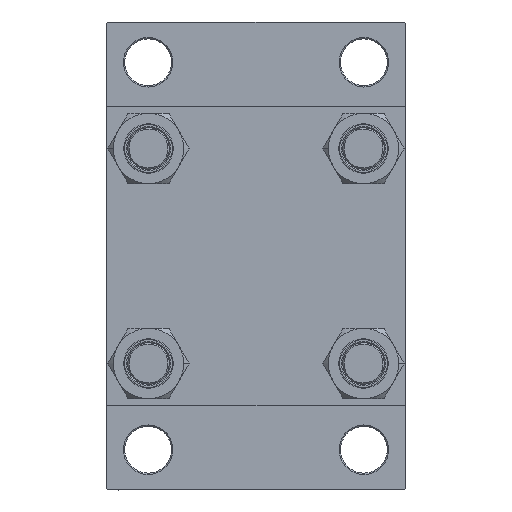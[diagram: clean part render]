
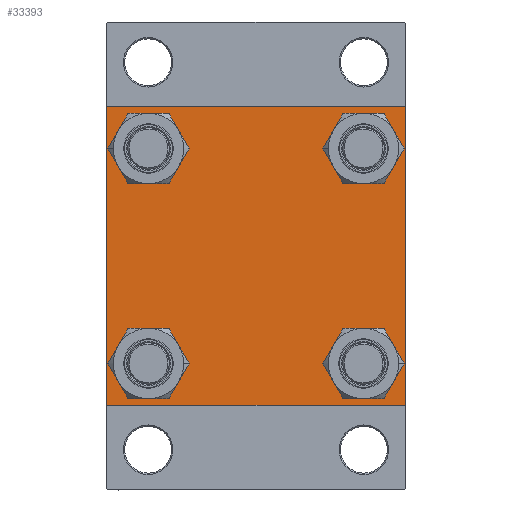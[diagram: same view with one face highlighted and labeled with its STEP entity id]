
A CAD part, left-side view. The second image highlights one B-rep face of the part: STEP entity #33393.
In plain terms, the highlighted planar face has unit normal (-1, 0, 0).
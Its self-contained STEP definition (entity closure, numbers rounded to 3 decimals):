
#161 = ORIENTED_EDGE ( 'NONE', *, *, #16724, .T. ) ;
#189 = EDGE_LOOP ( 'NONE', ( #45244, #11076 ) ) ;
#890 = CARTESIAN_POINT ( 'NONE',  ( 0., -41.35, 41.35 ) ) ;
#1105 = DIRECTION ( 'NONE',  ( 0., 0., 1. ) ) ;
#1274 = VERTEX_POINT ( 'NONE', #28933 ) ;
#2440 = VECTOR ( 'NONE', #36618, 1000. ) ;
#2929 = FACE_BOUND ( 'NONE', #44463, .T. ) ;
#3156 = DIRECTION ( 'NONE',  ( 0., 0., 1. ) ) ;
#3246 = CIRCLE ( 'NONE', #31344, 8.5 ) ;
#3431 = CARTESIAN_POINT ( 'NONE',  ( 0., 57.5, 57.5 ) ) ;
#3645 = VERTEX_POINT ( 'NONE', #4858 ) ;
#4806 = ORIENTED_EDGE ( 'NONE', *, *, #26759, .T. ) ;
#4858 = CARTESIAN_POINT ( 'NONE',  ( 0., -41.35, -49.85 ) ) ;
#5020 = CARTESIAN_POINT ( 'NONE',  ( 0., -41.35, 41.35 ) ) ;
#5359 = VECTOR ( 'NONE', #28192, 1000. ) ;
#5613 = EDGE_CURVE ( 'NONE', #25866, #31264, #48163, .T. ) ;
#6077 = CIRCLE ( 'NONE', #7632, 8.5 ) ;
#6099 = LINE ( 'NONE', #40317, #42741 ) ;
#6125 = AXIS2_PLACEMENT_3D ( 'NONE', #890, #27763, #38535 ) ;
#6325 = ORIENTED_EDGE ( 'NONE', *, *, #9694, .T. ) ;
#6358 = FACE_OUTER_BOUND ( 'NONE', #30889, .T. ) ;
#6387 = ORIENTED_EDGE ( 'NONE', *, *, #43698, .T. ) ;
#7027 = DIRECTION ( 'NONE',  ( 0., 0., -1. ) ) ;
#7044 = AXIS2_PLACEMENT_3D ( 'NONE', #34130, #26074, #15557 ) ;
#7385 = ORIENTED_EDGE ( 'NONE', *, *, #39355, .F. ) ;
#7632 = AXIS2_PLACEMENT_3D ( 'NONE', #26995, #33618, #22607 ) ;
#7637 = VERTEX_POINT ( 'NONE', #39927 ) ;
#8204 = DIRECTION ( 'NONE',  ( 0., 0.707, -0.707 ) ) ;
#8535 = ORIENTED_EDGE ( 'NONE', *, *, #18322, .T. ) ;
#8960 = AXIS2_PLACEMENT_3D ( 'NONE', #40424, #44333, #10831 ) ;
#9072 = CARTESIAN_POINT ( 'NONE',  ( 0., 41.35, -49.85 ) ) ;
#9079 = ORIENTED_EDGE ( 'NONE', *, *, #19585, .T. ) ;
#9244 = CARTESIAN_POINT ( 'NONE',  ( 0., -41.35, 32.85 ) ) ;
#9694 = EDGE_CURVE ( 'NONE', #12074, #25866, #22149, .T. ) ;
#10525 = DIRECTION ( 'NONE',  ( 0., 0., -1. ) ) ;
#10700 = VERTEX_POINT ( 'NONE', #38530 ) ;
#10829 = VERTEX_POINT ( 'NONE', #29447 ) ;
#10831 = DIRECTION ( 'NONE',  ( 0., 0., 1. ) ) ;
#11076 = ORIENTED_EDGE ( 'NONE', *, *, #48066, .T. ) ;
#11105 = VERTEX_POINT ( 'NONE', #9072 ) ;
#11496 = VERTEX_POINT ( 'NONE', #35649 ) ;
#11704 = ORIENTED_EDGE ( 'NONE', *, *, #19668, .T. ) ;
#12074 = VERTEX_POINT ( 'NONE', #23151 ) ;
#13029 = DIRECTION ( 'NONE',  ( 0., -1., 0. ) ) ;
#13157 = VECTOR ( 'NONE', #8204, 1000. ) ;
#14196 = EDGE_CURVE ( 'NONE', #28950, #11496, #28121, .T. ) ;
#14848 = CARTESIAN_POINT ( 'NONE',  ( 0., 57.5, 57. ) ) ;
#15557 = DIRECTION ( 'NONE',  ( 0., 0., 1. ) ) ;
#15760 = CIRCLE ( 'NONE', #43108, 8.5 ) ;
#15989 = CARTESIAN_POINT ( 'NONE',  ( 0., 57., -57.5 ) ) ;
#16302 = VECTOR ( 'NONE', #10525, 1000. ) ;
#16724 = EDGE_CURVE ( 'NONE', #1274, #11105, #3246, .T. ) ;
#17121 = ORIENTED_EDGE ( 'NONE', *, *, #46329, .F. ) ;
#17289 = EDGE_LOOP ( 'NONE', ( #4806, #33181 ) ) ;
#17338 = DIRECTION ( 'NONE',  ( 1., 0., 0. ) ) ;
#17414 = DIRECTION ( 'NONE',  ( 1., 0., 0. ) ) ;
#17820 = DIRECTION ( 'NONE',  ( 0., -0.707, -0.707 ) ) ;
#17847 = VECTOR ( 'NONE', #7027, 1000. ) ;
#18074 = DIRECTION ( 'NONE',  ( 0., 0., 1. ) ) ;
#18322 = EDGE_CURVE ( 'NONE', #20743, #25462, #15760, .T. ) ;
#18428 = AXIS2_PLACEMENT_3D ( 'NONE', #21001, #17338, #3156 ) ;
#18503 = CARTESIAN_POINT ( 'NONE',  ( 0., -57.25, 57.25 ) ) ;
#18551 = DIRECTION ( 'NONE',  ( -1., 0., 0. ) ) ;
#18981 = LINE ( 'NONE', #36858, #17847 ) ;
#19357 = CIRCLE ( 'NONE', #6125, 8.5 ) ;
#19585 = EDGE_CURVE ( 'NONE', #7637, #10700, #22404, .T. ) ;
#19668 = EDGE_CURVE ( 'NONE', #25424, #21952, #34138, .T. ) ;
#20158 = DIRECTION ( 'NONE',  ( 1., 0., 0. ) ) ;
#20610 = LINE ( 'NONE', #46792, #5359 ) ;
#20743 = VERTEX_POINT ( 'NONE', #9244 ) ;
#21001 = CARTESIAN_POINT ( 'NONE',  ( 0., -41.35, -41.35 ) ) ;
#21098 = CARTESIAN_POINT ( 'NONE',  ( 0., 57.5, 57.5 ) ) ;
#21493 = CARTESIAN_POINT ( 'NONE',  ( 0., 0., 0. ) ) ;
#21952 = VERTEX_POINT ( 'NONE', #40707 ) ;
#22149 = LINE ( 'NONE', #33645, #13157 ) ;
#22404 = LINE ( 'NONE', #18503, #2440 ) ;
#22607 = DIRECTION ( 'NONE',  ( 0., 0., 1. ) ) ;
#23151 = CARTESIAN_POINT ( 'NONE',  ( 0., 57., 57.5 ) ) ;
#24265 = DIRECTION ( 'NONE',  ( 0., -0.707, 0.707 ) ) ;
#24511 = CARTESIAN_POINT ( 'NONE',  ( 0., -57.25, -57.25 ) ) ;
#24538 = CIRCLE ( 'NONE', #8960, 8.5 ) ;
#24740 = CARTESIAN_POINT ( 'NONE',  ( 0., 41.35, -41.35 ) ) ;
#25403 = DIRECTION ( 'NONE',  ( 0., 0., 1. ) ) ;
#25424 = VERTEX_POINT ( 'NONE', #37980 ) ;
#25462 = VERTEX_POINT ( 'NONE', #28185 ) ;
#25866 = VERTEX_POINT ( 'NONE', #14848 ) ;
#25895 = FACE_BOUND ( 'NONE', #17289, .T. ) ;
#26074 = DIRECTION ( 'NONE',  ( 1., 0., 0. ) ) ;
#26759 = EDGE_CURVE ( 'NONE', #11496, #28950, #24538, .T. ) ;
#26995 = CARTESIAN_POINT ( 'NONE',  ( 0., -41.35, -41.35 ) ) ;
#27763 = DIRECTION ( 'NONE',  ( 1., 0., 0. ) ) ;
#27788 = CARTESIAN_POINT ( 'NONE',  ( 0., 41.35, 32.85 ) ) ;
#28121 = CIRCLE ( 'NONE', #7044, 8.5 ) ;
#28185 = CARTESIAN_POINT ( 'NONE',  ( 0., -41.35, 49.85 ) ) ;
#28192 = DIRECTION ( 'NONE',  ( 0., -1., 0. ) ) ;
#28933 = CARTESIAN_POINT ( 'NONE',  ( 0., 41.35, -32.85 ) ) ;
#28950 = VERTEX_POINT ( 'NONE', #27788 ) ;
#29087 = FACE_BOUND ( 'NONE', #45533, .T. ) ;
#29447 = CARTESIAN_POINT ( 'NONE',  ( 0., -41.35, -32.85 ) ) ;
#30884 = CARTESIAN_POINT ( 'NONE',  ( 0., 57.5, -57. ) ) ;
#30889 = EDGE_LOOP ( 'NONE', ( #34706, #32857, #46926, #11704, #7385, #9079, #17121, #6325 ) ) ;
#31264 = VERTEX_POINT ( 'NONE', #30884 ) ;
#31344 = AXIS2_PLACEMENT_3D ( 'NONE', #24740, #17414, #43106 ) ;
#31800 = EDGE_CURVE ( 'NONE', #10829, #3645, #33275, .T. ) ;
#31904 = VECTOR ( 'NONE', #13029, 1000. ) ;
#32857 = ORIENTED_EDGE ( 'NONE', *, *, #37225, .T. ) ;
#32910 = VECTOR ( 'NONE', #24265, 1000. ) ;
#33181 = ORIENTED_EDGE ( 'NONE', *, *, #14196, .T. ) ;
#33227 = CARTESIAN_POINT ( 'NONE',  ( 0., 41.35, -41.35 ) ) ;
#33275 = CIRCLE ( 'NONE', #18428, 8.5 ) ;
#33393 = ADVANCED_FACE ( 'NONE', ( #29087, #47425, #2929, #25895, #6358 ), #44488, .T. ) ;
#33618 = DIRECTION ( 'NONE',  ( 1., 0., 0. ) ) ;
#33645 = CARTESIAN_POINT ( 'NONE',  ( 0., 57.25, 57.25 ) ) ;
#34130 = CARTESIAN_POINT ( 'NONE',  ( 0., 41.35, 41.35 ) ) ;
#34138 = LINE ( 'NONE', #24511, #32910 ) ;
#34706 = ORIENTED_EDGE ( 'NONE', *, *, #5613, .T. ) ;
#35649 = CARTESIAN_POINT ( 'NONE',  ( 0., 41.35, 49.85 ) ) ;
#35735 = AXIS2_PLACEMENT_3D ( 'NONE', #33227, #40808, #18074 ) ;
#36618 = DIRECTION ( 'NONE',  ( 0., 0.707, 0.707 ) ) ;
#36858 = CARTESIAN_POINT ( 'NONE',  ( 0., -57.5, 57.5 ) ) ;
#37225 = EDGE_CURVE ( 'NONE', #31264, #47397, #6099, .T. ) ;
#37980 = CARTESIAN_POINT ( 'NONE',  ( 0., -57., -57.5 ) ) ;
#38530 = CARTESIAN_POINT ( 'NONE',  ( 0., -57., 57.5 ) ) ;
#38535 = DIRECTION ( 'NONE',  ( 0., 0., 1. ) ) ;
#39355 = EDGE_CURVE ( 'NONE', #7637, #21952, #18981, .T. ) ;
#39490 = EDGE_CURVE ( 'NONE', #25462, #20743, #19357, .T. ) ;
#39927 = CARTESIAN_POINT ( 'NONE',  ( 0., -57.5, 57. ) ) ;
#39931 = EDGE_CURVE ( 'NONE', #47397, #25424, #20610, .T. ) ;
#40317 = CARTESIAN_POINT ( 'NONE',  ( 0., 57.25, -57.25 ) ) ;
#40424 = CARTESIAN_POINT ( 'NONE',  ( 0., 41.35, 41.35 ) ) ;
#40707 = CARTESIAN_POINT ( 'NONE',  ( 0., -57.5, -57. ) ) ;
#40808 = DIRECTION ( 'NONE',  ( 1., 0., 0. ) ) ;
#41662 = ORIENTED_EDGE ( 'NONE', *, *, #39490, .T. ) ;
#42741 = VECTOR ( 'NONE', #17820, 1000. ) ;
#43106 = DIRECTION ( 'NONE',  ( 0., 0., 1. ) ) ;
#43108 = AXIS2_PLACEMENT_3D ( 'NONE', #5020, #20158, #1105 ) ;
#43698 = EDGE_CURVE ( 'NONE', #11105, #1274, #44327, .T. ) ;
#44327 = CIRCLE ( 'NONE', #35735, 8.5 ) ;
#44333 = DIRECTION ( 'NONE',  ( 1., 0., 0. ) ) ;
#44463 = EDGE_LOOP ( 'NONE', ( #161, #6387 ) ) ;
#44488 = PLANE ( 'NONE',  #46499 ) ;
#45244 = ORIENTED_EDGE ( 'NONE', *, *, #31800, .T. ) ;
#45533 = EDGE_LOOP ( 'NONE', ( #41662, #8535 ) ) ;
#46329 = EDGE_CURVE ( 'NONE', #12074, #10700, #46539, .T. ) ;
#46499 = AXIS2_PLACEMENT_3D ( 'NONE', #21493, #18551, #25403 ) ;
#46539 = LINE ( 'NONE', #21098, #31904 ) ;
#46792 = CARTESIAN_POINT ( 'NONE',  ( 0., 57.5, -57.5 ) ) ;
#46926 = ORIENTED_EDGE ( 'NONE', *, *, #39931, .T. ) ;
#47397 = VERTEX_POINT ( 'NONE', #15989 ) ;
#47425 = FACE_BOUND ( 'NONE', #189, .T. ) ;
#48066 = EDGE_CURVE ( 'NONE', #3645, #10829, #6077, .T. ) ;
#48163 = LINE ( 'NONE', #3431, #16302 ) ;
